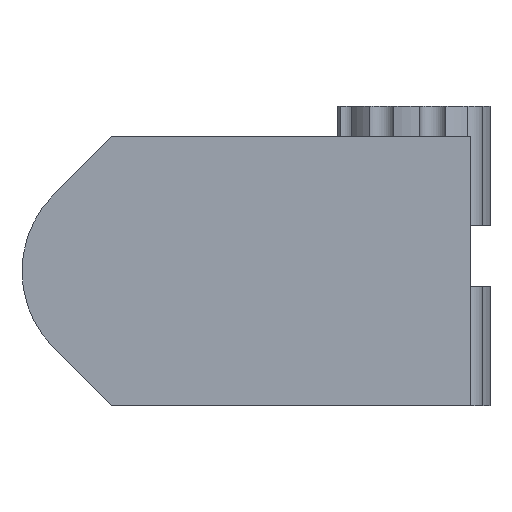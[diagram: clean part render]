
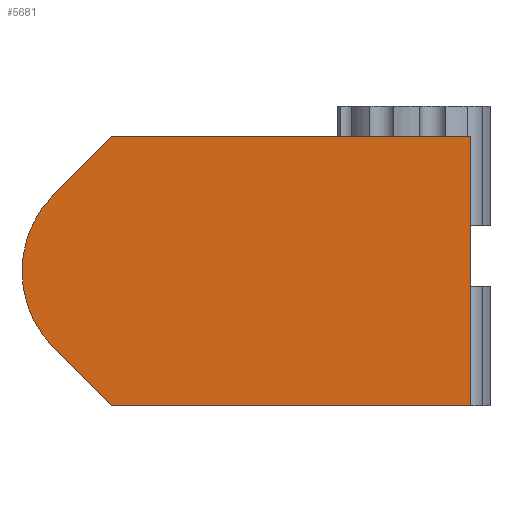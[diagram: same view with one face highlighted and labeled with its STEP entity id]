
A CAD part, left-side view. The second image highlights one B-rep face of the part: STEP entity #5681.
In plain terms, the highlighted planar face has unit normal (-1, 0, 0).
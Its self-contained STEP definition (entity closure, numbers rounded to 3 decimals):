
#133=PLANE('',#6142);
#308=FACE_OUTER_BOUND('',#637,.T.);
#637=EDGE_LOOP('',(#4229,#4230,#4231,#4232,#4233,#4234,#4235,#4236));
#945=CIRCLE('',#6140,12.);
#946=CIRCLE('',#6143,12.);
#1444=LINE('',#12158,#1858);
#1449=LINE('',#12168,#1863);
#1459=LINE('',#12192,#1873);
#1498=LINE('',#13277,#1912);
#1500=LINE('',#13280,#1914);
#1501=LINE('',#13282,#1915);
#1858=VECTOR('',#6952,10.);
#1863=VECTOR('',#6961,10.);
#1873=VECTOR('',#6979,10.);
#1912=VECTOR('',#7102,10.);
#1914=VECTOR('',#7106,10.);
#1915=VECTOR('',#7107,10.);
#2334=VERTEX_POINT('',#12155);
#2335=VERTEX_POINT('',#12157);
#2337=VERTEX_POINT('',#12165);
#2338=VERTEX_POINT('',#12167);
#2381=VERTEX_POINT('',#13270);
#2382=VERTEX_POINT('',#13272);
#2383=VERTEX_POINT('',#13276);
#2384=VERTEX_POINT('',#13281);
#2980=EDGE_CURVE('',#2334,#2335,#1444,.T.);
#2985=EDGE_CURVE('',#2338,#2337,#1449,.T.);
#2998=EDGE_CURVE('',#2337,#2335,#1459,.T.);
#3063=EDGE_CURVE('',#2381,#2382,#945,.T.);
#3065=EDGE_CURVE('',#2382,#2383,#1498,.T.);
#3067=EDGE_CURVE('',#2338,#2381,#1500,.T.);
#3068=EDGE_CURVE('',#2384,#2334,#1501,.T.);
#3069=EDGE_CURVE('',#2383,#2384,#946,.T.);
#4229=ORIENTED_EDGE('',*,*,#3063,.F.);
#4230=ORIENTED_EDGE('',*,*,#3067,.F.);
#4231=ORIENTED_EDGE('',*,*,#2985,.T.);
#4232=ORIENTED_EDGE('',*,*,#2998,.T.);
#4233=ORIENTED_EDGE('',*,*,#2980,.F.);
#4234=ORIENTED_EDGE('',*,*,#3068,.F.);
#4235=ORIENTED_EDGE('',*,*,#3069,.F.);
#4236=ORIENTED_EDGE('',*,*,#3065,.F.);
#5681=ADVANCED_FACE('',(#308),#133,.T.);
#6140=AXIS2_PLACEMENT_3D('',#13273,#7097,#7098);
#6142=AXIS2_PLACEMENT_3D('',#13279,#7104,#7105);
#6143=AXIS2_PLACEMENT_3D('',#13283,#7108,#7109);
#6952=DIRECTION('',(0.,-1.,0.));
#6961=DIRECTION('',(0.,-1.,0.));
#6979=DIRECTION('',(0.,0.,1.));
#7097=DIRECTION('center_axis',(1.,0.,0.));
#7098=DIRECTION('ref_axis',(0.,0.924,-0.383));
#7102=DIRECTION('',(0.,0.,1.));
#7104=DIRECTION('center_axis',(-1.,0.,0.));
#7105=DIRECTION('ref_axis',(0.,-1.,0.));
#7106=DIRECTION('',(0.,0.707,0.707));
#7107=DIRECTION('',(0.,-0.707,0.707));
#7108=DIRECTION('center_axis',(1.,0.,0.));
#7109=DIRECTION('ref_axis',(0.,0.924,0.383));
#12155=CARTESIAN_POINT('',(-15.,25.,30.));
#12157=CARTESIAN_POINT('',(-15.,-15.,30.));
#12158=CARTESIAN_POINT('',(-15.,35.,30.));
#12165=CARTESIAN_POINT('',(-15.,-15.,0.));
#12167=CARTESIAN_POINT('',(-15.,25.,0.));
#12168=CARTESIAN_POINT('',(-15.,35.,0.));
#12192=CARTESIAN_POINT('',(-15.,-15.,0.));
#13270=CARTESIAN_POINT('',(-15.,31.485,6.485));
#13272=CARTESIAN_POINT('',(-15.,35.,14.971));
#13273=CARTESIAN_POINT('Origin',(-15.,23.,14.971));
#13276=CARTESIAN_POINT('',(-15.,35.,15.029));
#13277=CARTESIAN_POINT('',(-15.,35.,0.));
#13279=CARTESIAN_POINT('Origin',(-15.,35.,0.));
#13280=CARTESIAN_POINT('',(-15.,30.,5.));
#13281=CARTESIAN_POINT('',(-15.,31.485,23.515));
#13282=CARTESIAN_POINT('',(-15.,37.5,17.5));
#13283=CARTESIAN_POINT('Origin',(-15.,23.,15.029));
